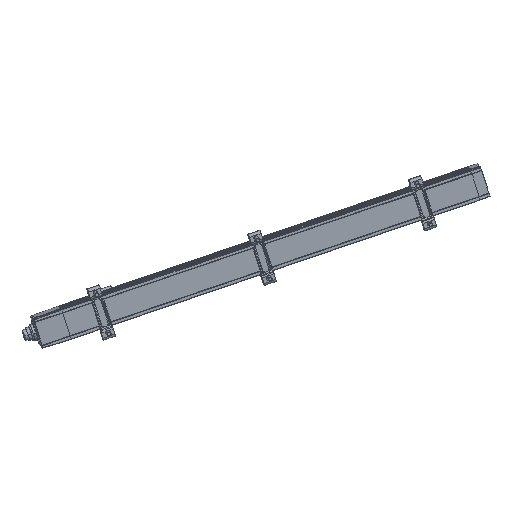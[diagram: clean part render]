
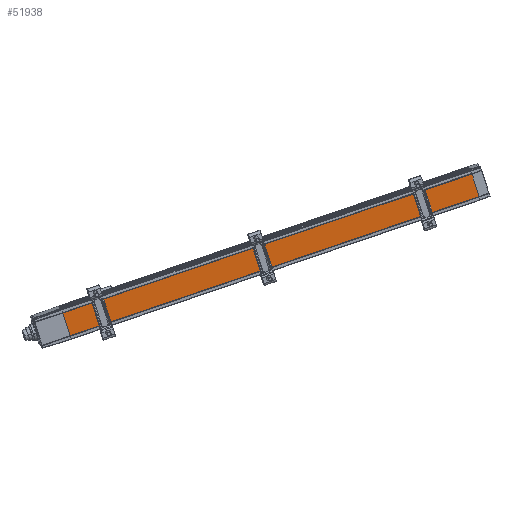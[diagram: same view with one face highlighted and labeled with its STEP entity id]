
A CAD part, front view. The second image highlights one B-rep face of the part: STEP entity #51938.
In plain terms, the highlighted face is planar.
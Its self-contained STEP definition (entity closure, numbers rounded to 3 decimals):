
#26582 = DIRECTION ( 'NONE',  ( 0., 0., 1. ) ) ;
#27123 = VECTOR ( 'NONE', #26582, 1000. ) ;
#27124 = CARTESIAN_POINT ( 'NONE',  ( -14.4, 2., -520. ) ) ;
#27125 = LINE ( 'NONE', #27124, #27123 ) ;
#27127 = CARTESIAN_POINT ( 'NONE',  ( 14.4, 2., 0. ) ) ;
#27128 = CARTESIAN_POINT ( 'NONE',  ( -14.4, 2., 0. ) ) ;
#27129 = DIRECTION ( 'NONE',  ( 1., 0., 0. ) ) ;
#27130 = VECTOR ( 'NONE', #27129, 1000. ) ;
#27131 = CARTESIAN_POINT ( 'NONE',  ( 0., 2., 0. ) ) ;
#27132 = LINE ( 'NONE', #27131, #27130 ) ;
#27134 = DIRECTION ( 'NONE',  ( 1., 0., 0. ) ) ;
#27135 = DIRECTION ( 'NONE',  ( 0., -1., 0. ) ) ;
#27136 = CARTESIAN_POINT ( 'NONE',  ( 0., 2., -520. ) ) ;
#27137 = AXIS2_PLACEMENT_3D ( 'NONE', #27136, #27135, #27134 ) ;
#27138 = PLANE ( 'NONE',  #27137 ) ;
#27139 = FACE_OUTER_BOUND ( 'NONE', #51884, .T. ) ;
#27182 = DIRECTION ( 'NONE',  ( 0., 0., 1. ) ) ;
#27183 = VECTOR ( 'NONE', #27182, 1000. ) ;
#27184 = CARTESIAN_POINT ( 'NONE',  ( 14.4, 2., -520. ) ) ;
#27185 = LINE ( 'NONE', #27184, #27183 ) ;
#27186 = CARTESIAN_POINT ( 'NONE',  ( 14.4, 2., -520. ) ) ;
#27187 = DIRECTION ( 'NONE',  ( 1., 0., 0. ) ) ;
#27188 = VECTOR ( 'NONE', #27187, 1000. ) ;
#27189 = CARTESIAN_POINT ( 'NONE',  ( 0., 2., -520. ) ) ;
#27190 = LINE ( 'NONE', #27189, #27188 ) ;
#27191 = CARTESIAN_POINT ( 'NONE',  ( -14.4, 2., -520. ) ) ;
#51884 = EDGE_LOOP ( 'NONE', ( #51939, #51943, #51946, #51949 ) ) ;
#51938 = ADVANCED_FACE ( 'NONE', ( #27139 ), #27138, .T. ) ;
#51939 = ORIENTED_EDGE ( 'NONE', *, *, #51940, .F. ) ;
#51940 = EDGE_CURVE ( 'NONE', #51941, #51942, #27132, .T. ) ;
#51941 = VERTEX_POINT ( 'NONE', #27128 ) ;
#51942 = VERTEX_POINT ( 'NONE', #27127 ) ;
#51943 = ORIENTED_EDGE ( 'NONE', *, *, #51944, .F. ) ;
#51944 = EDGE_CURVE ( 'NONE', #51945, #51941, #27125, .T. ) ;
#51945 = VERTEX_POINT ( 'NONE', #27191 ) ;
#51946 = ORIENTED_EDGE ( 'NONE', *, *, #51947, .T. ) ;
#51947 = EDGE_CURVE ( 'NONE', #51945, #51948, #27190, .T. ) ;
#51948 = VERTEX_POINT ( 'NONE', #27186 ) ;
#51949 = ORIENTED_EDGE ( 'NONE', *, *, #51950, .T. ) ;
#51950 = EDGE_CURVE ( 'NONE', #51948, #51942, #27185, .T. ) ;
